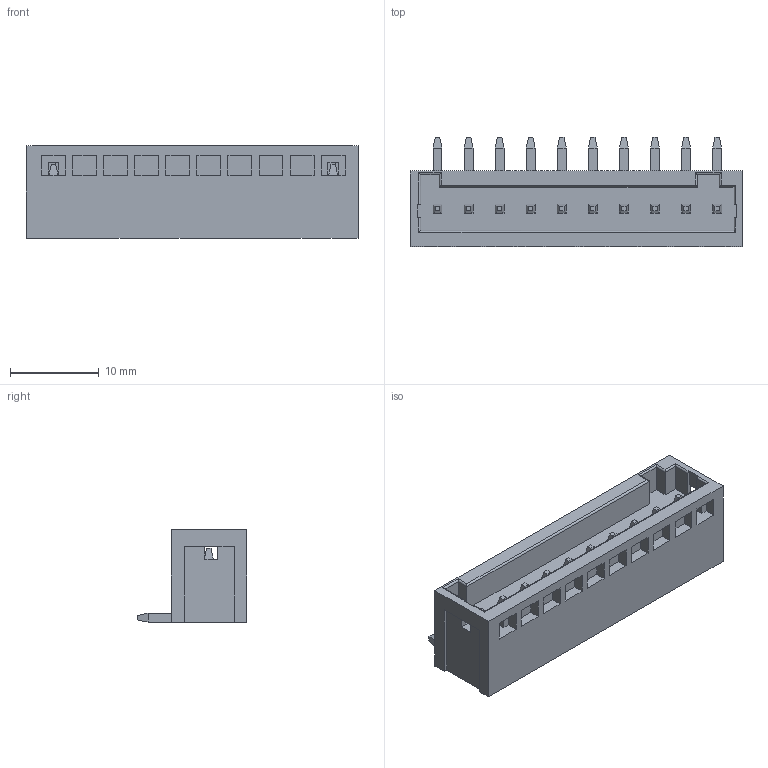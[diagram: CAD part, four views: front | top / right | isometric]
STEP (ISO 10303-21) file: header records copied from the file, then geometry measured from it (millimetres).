
FILE_DESCRIPTION(/* description */ (''),/* implementation_level */ '2;1');
FILE_NAME(/* name */ '435310.stp',/* time_stamp */ '2022-04-15T14:50:27+08:00',/* author */ (''),/* organization */ (''),/* preprocessor_version */ 'ST-DEVELOPER v16.7',/* originating_system */ 'SIEMENS PLM Software NX 12.0',/* authorisation */ '');
FILE_SCHEMA (('AUTOMOTIVE_DESIGN { 1 0 10303 214 3 1 1 1 }'));
Length unit declared in the file: millimetre
Products named in the file (1): SP20B02C50d8ze
Bounding box: 37.4 x 12.3 x 10.4 mm (x, y, z)
Volume: 2595.3 mm3; surface area: 2265.7 mm2
Topology: 1 solids, 1 shells, 343 faces, 912 edges, 592 vertices
Faces by surface type: plane 331, cylinder 12
Entity records: 12816 total; most frequent: CARTESIAN_POINT 1884, ORIENTED_EDGE 1824, DIRECTION 1592, EDGE_CURVE 912, LINE 896, VECTOR 896, VERTEX_POINT 592, EDGE_LOOP 372
